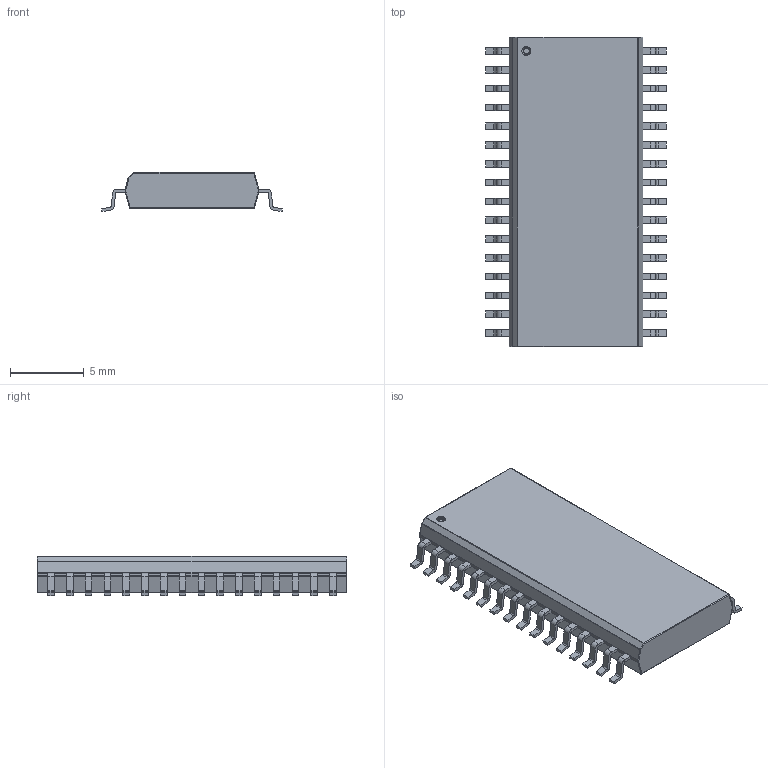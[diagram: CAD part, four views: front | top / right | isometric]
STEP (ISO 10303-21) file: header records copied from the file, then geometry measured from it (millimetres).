
FILE_DESCRIPTION(('FreeCAD Model'),'2;1');
FILE_NAME('Open CASCADE Shape Model','2022-11-09T08:44:22',(''),(''), 'Open CASCADE STEP processor 7.6','FreeCAD','Unknown');
FILE_SCHEMA(('AUTOMOTIVE_DESIGN { 1 0 10303 214 1 1 1 1 }'));
Length unit declared in the file: millimetre
Products named in the file (1): SOIC32X
Bounding box: 12.23 x 20.93 x 2.64 mm (x, y, z)
Volume: 452.9 mm3; surface area: 609 mm2
Topology: 33 solids, 33 shells, 508 faces, 1285 edges, 826 vertices
Faces by surface type: plane 332, cylinder 156, sphere 18, torus 2
Full cylindrical faces by diameter (mm): 0.5 x1
Entity records: 34057 total; most frequent: CARTESIAN_POINT 5986, DIRECTION 4930, LINE 3151, VECTOR 3151, ORIENTED_EDGE 2534, PCURVE 2534, DEFINITIONAL_REPRESENTATION 2534, EDGE_CURVE 1267
